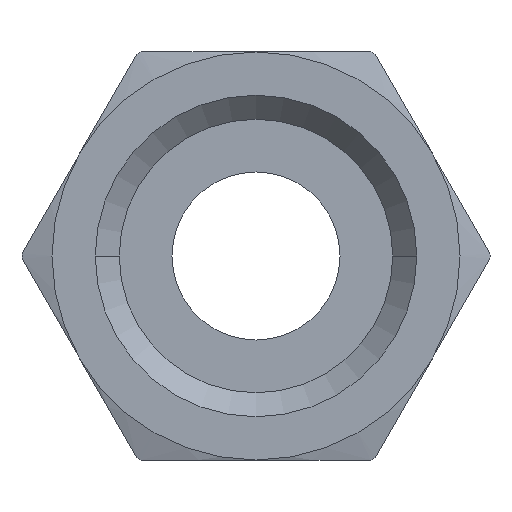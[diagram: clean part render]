
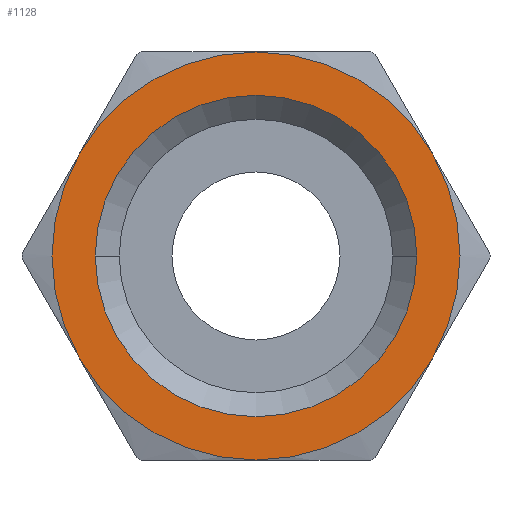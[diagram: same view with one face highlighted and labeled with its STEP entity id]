
A CAD part, front view. The second image highlights one B-rep face of the part: STEP entity #1128.
In plain terms, the highlighted planar face has unit normal (0, -1, 0).
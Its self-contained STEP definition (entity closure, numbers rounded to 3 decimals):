
#1=CARTESIAN_POINT('',(0.,-38.,0.));
#2=DIRECTION('',(0.,1.,0.));
#3=DIRECTION('',(-1.,0.,0.));
#4=AXIS2_PLACEMENT_3D('',#1,#2,#3);
#6=CARTESIAN_POINT('',(0.,-38.,0.));
#7=DIRECTION('',(0.,1.,0.));
#8=DIRECTION('',(1.,0.,0.));
#9=AXIS2_PLACEMENT_3D('',#6,#7,#8);
#11=CARTESIAN_POINT('',(0.,-38.,0.));
#12=DIRECTION('',(0.,1.,0.));
#13=DIRECTION('',(0.,0.,1.));
#14=AXIS2_PLACEMENT_3D('',#11,#12,#13);
#16=CARTESIAN_POINT('',(0.,-38.,0.));
#17=DIRECTION('',(0.,1.,0.));
#18=DIRECTION('',(0.866,0.,0.5));
#19=AXIS2_PLACEMENT_3D('',#16,#17,#18);
#21=CARTESIAN_POINT('',(0.,-38.,0.));
#22=DIRECTION('',(0.,1.,0.));
#23=DIRECTION('',(0.866,0.,-0.5));
#24=AXIS2_PLACEMENT_3D('',#21,#22,#23);
#26=CARTESIAN_POINT('',(0.,-38.,0.));
#27=DIRECTION('',(0.,1.,0.));
#28=DIRECTION('',(0.,0.,-1.));
#29=AXIS2_PLACEMENT_3D('',#26,#27,#28);
#31=CARTESIAN_POINT('',(0.,-38.,0.));
#32=DIRECTION('',(0.,1.,0.));
#33=DIRECTION('',(-0.866,0.,-0.5));
#34=AXIS2_PLACEMENT_3D('',#31,#32,#33);
#36=CARTESIAN_POINT('',(0.,-38.,0.));
#37=DIRECTION('',(0.,1.,0.));
#38=DIRECTION('',(-0.866,0.,0.5));
#39=AXIS2_PLACEMENT_3D('',#36,#37,#38);
#905=CARTESIAN_POINT('',(-6.7,-38.,0.));
#906=CARTESIAN_POINT('',(6.7,-38.,0.));
#907=VERTEX_POINT('',#905);
#908=VERTEX_POINT('',#906);
#1005=CARTESIAN_POINT('',(0.,-38.,8.5));
#1006=CARTESIAN_POINT('',(7.361,-38.,4.25));
#1007=VERTEX_POINT('',#1005);
#1008=VERTEX_POINT('',#1006);
#1009=CARTESIAN_POINT('',(7.361,-38.,-4.25));
#1010=VERTEX_POINT('',#1009);
#1011=CARTESIAN_POINT('',(0.,-38.,-8.5));
#1012=VERTEX_POINT('',#1011);
#1013=CARTESIAN_POINT('',(-7.361,-38.,-4.25));
#1014=VERTEX_POINT('',#1013);
#1015=CARTESIAN_POINT('',(-7.361,-38.,4.25));
#1016=VERTEX_POINT('',#1015);
#1103=CARTESIAN_POINT('',(0.,-38.,0.));
#1104=DIRECTION('',(0.,-1.,0.));
#1105=DIRECTION('',(-1.,0.,0.));
#1106=AXIS2_PLACEMENT_3D('',#1103,#1104,#1105);
#1107=PLANE('',#1106);
#1109=ORIENTED_EDGE('',*,*,#1108,.T.);
#1111=ORIENTED_EDGE('',*,*,#1110,.T.);
#1113=ORIENTED_EDGE('',*,*,#1112,.T.);
#1115=ORIENTED_EDGE('',*,*,#1114,.T.);
#1117=ORIENTED_EDGE('',*,*,#1116,.T.);
#1119=ORIENTED_EDGE('',*,*,#1118,.T.);
#1120=EDGE_LOOP('',(#1109,#1111,#1113,#1115,#1117,#1119));
#1121=FACE_OUTER_BOUND('',#1120,.F.);
#1123=ORIENTED_EDGE('',*,*,#1122,.F.);
#1125=ORIENTED_EDGE('',*,*,#1124,.F.);
#1126=EDGE_LOOP('',(#1123,#1125));
#1127=FACE_BOUND('',#1126,.F.);
#1128=ADVANCED_FACE('',(#1121,#1127),#1107,.T.);
#5=CIRCLE('',#4,6.7);
#10=CIRCLE('',#9,6.7);
#15=CIRCLE('',#14,8.5);
#20=CIRCLE('',#19,8.5);
#25=CIRCLE('',#24,8.5);
#30=CIRCLE('',#29,8.5);
#35=CIRCLE('',#34,8.5);
#40=CIRCLE('',#39,8.5);
#1108=EDGE_CURVE('',#1007,#1008,#15,.T.);
#1110=EDGE_CURVE('',#1008,#1010,#20,.T.);
#1112=EDGE_CURVE('',#1010,#1012,#25,.T.);
#1114=EDGE_CURVE('',#1012,#1014,#30,.T.);
#1116=EDGE_CURVE('',#1014,#1016,#35,.T.);
#1118=EDGE_CURVE('',#1016,#1007,#40,.T.);
#1122=EDGE_CURVE('',#907,#908,#5,.T.);
#1124=EDGE_CURVE('',#908,#907,#10,.T.);
